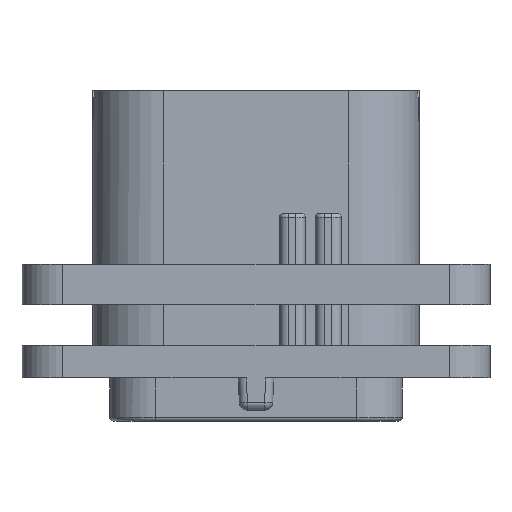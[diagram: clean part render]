
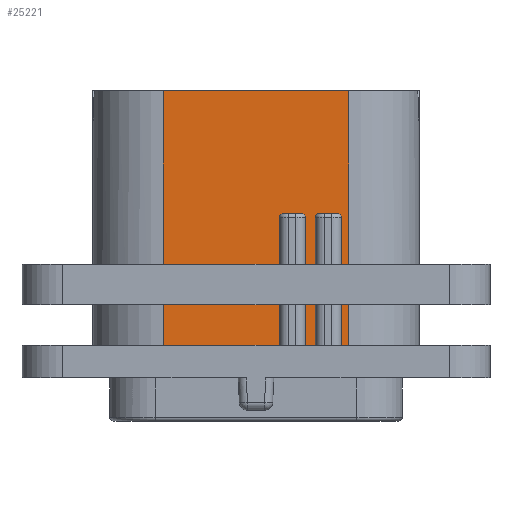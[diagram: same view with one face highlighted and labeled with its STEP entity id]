
A CAD part, front view. The second image highlights one B-rep face of the part: STEP entity #25221.
In plain terms, the highlighted planar face has unit normal (0, -1, 0).
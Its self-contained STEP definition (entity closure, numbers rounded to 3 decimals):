
#1176=DIRECTION('',(1.,0.,0.));
#1177=VECTOR('',#1176,11.4);
#1178=CARTESIAN_POINT('',(-5.7,-9.,17.67));
#1179=LINE('',#1178,#1177);
#5116=DIRECTION('',(1.,0.,0.));
#5117=VECTOR('',#5116,7.14);
#5118=CARTESIAN_POINT('',(-5.7,-9.,2.));
#5119=LINE('',#5118,#5117);
#5128=CARTESIAN_POINT('',(1.69,-9.,9.87));
#5129=DIRECTION('',(0.,1.,0.));
#5130=DIRECTION('',(-1.,0.,0.));
#5131=AXIS2_PLACEMENT_3D('',#5128,#5129,#5130);
#5160=CARTESIAN_POINT('',(2.79,-9.,9.87));
#5161=DIRECTION('',(0.,1.,0.));
#5162=DIRECTION('',(0.,0.,1.));
#5163=AXIS2_PLACEMENT_3D('',#5160,#5161,#5162);
#5173=DIRECTION('',(0.,0.,1.));
#5174=VECTOR('',#5173,7.87);
#5175=CARTESIAN_POINT('',(5.25,-9.,2.));
#5176=LINE('',#5175,#5174);
#5177=DIRECTION('',(1.,0.,0.));
#5178=VECTOR('',#5177,1.1);
#5179=CARTESIAN_POINT('',(3.9,-9.,10.12));
#5180=LINE('',#5179,#5178);
#5181=DIRECTION('',(0.,0.,1.));
#5182=VECTOR('',#5181,7.87);
#5183=CARTESIAN_POINT('',(3.65,-9.,2.));
#5184=LINE('',#5183,#5182);
#5185=DIRECTION('',(0.,0.,1.));
#5186=VECTOR('',#5185,7.87);
#5187=CARTESIAN_POINT('',(3.04,-9.,2.));
#5188=LINE('',#5187,#5186);
#5189=DIRECTION('',(1.,0.,0.));
#5190=VECTOR('',#5189,1.1);
#5191=CARTESIAN_POINT('',(1.69,-9.,10.12));
#5192=LINE('',#5191,#5190);
#5193=DIRECTION('',(0.,0.,1.));
#5194=VECTOR('',#5193,7.87);
#5195=CARTESIAN_POINT('',(1.44,-9.,2.));
#5196=LINE('',#5195,#5194);
#5197=DIRECTION('',(0.,0.,-1.));
#5198=VECTOR('',#5197,15.67);
#5199=CARTESIAN_POINT('',(-5.7,-9.,17.67));
#5200=LINE('',#5199,#5198);
#5201=DIRECTION('',(0.,0.,-1.));
#5202=VECTOR('',#5201,15.67);
#5203=CARTESIAN_POINT('',(5.7,-9.,17.67));
#5204=LINE('',#5203,#5202);
#5218=CARTESIAN_POINT('',(5.,-9.,9.87));
#5219=DIRECTION('',(0.,1.,0.));
#5220=DIRECTION('',(0.,0.,1.));
#5221=AXIS2_PLACEMENT_3D('',#5218,#5219,#5220);
#5260=CARTESIAN_POINT('',(3.9,-9.,9.87));
#5261=DIRECTION('',(0.,1.,0.));
#5262=DIRECTION('',(-1.,0.,0.));
#5263=AXIS2_PLACEMENT_3D('',#5260,#5261,#5262);
#5351=DIRECTION('',(1.,0.,0.));
#5352=VECTOR('',#5351,0.45);
#5353=CARTESIAN_POINT('',(5.25,-9.,2.));
#5354=LINE('',#5353,#5352);
#8633=DIRECTION('',(1.,0.,0.));
#8634=VECTOR('',#8633,0.61);
#8635=CARTESIAN_POINT('',(3.04,-9.,2.));
#8636=LINE('',#8635,#8634);
#15572=CARTESIAN_POINT('',(-5.7,-9.,17.67));
#15573=CARTESIAN_POINT('',(-5.7,-9.,2.));
#15574=VERTEX_POINT('',#15572);
#15575=VERTEX_POINT('',#15573);
#15576=CARTESIAN_POINT('',(5.7,-9.,17.67));
#15577=CARTESIAN_POINT('',(5.7,-9.,2.));
#15578=VERTEX_POINT('',#15576);
#15579=VERTEX_POINT('',#15577);
#15734=CARTESIAN_POINT('',(1.44,-9.,2.));
#15735=VERTEX_POINT('',#15734);
#15736=CARTESIAN_POINT('',(3.04,-9.,2.));
#15737=CARTESIAN_POINT('',(3.65,-9.,2.));
#15738=VERTEX_POINT('',#15736);
#15739=VERTEX_POINT('',#15737);
#15740=CARTESIAN_POINT('',(5.25,-9.,2.));
#15741=VERTEX_POINT('',#15740);
#18221=CARTESIAN_POINT('',(3.04,-9.,9.87));
#18223=VERTEX_POINT('',#18221);
#18225=CARTESIAN_POINT('',(2.79,-9.,10.12));
#18227=VERTEX_POINT('',#18225);
#18248=CARTESIAN_POINT('',(1.69,-9.,10.12));
#18249=VERTEX_POINT('',#18248);
#18250=CARTESIAN_POINT('',(1.44,-9.,9.87));
#18251=VERTEX_POINT('',#18250);
#18253=CARTESIAN_POINT('',(5.25,-9.,9.87));
#18255=VERTEX_POINT('',#18253);
#18257=CARTESIAN_POINT('',(5.,-9.,10.12));
#18259=VERTEX_POINT('',#18257);
#18260=CARTESIAN_POINT('',(3.9,-9.,10.12));
#18262=VERTEX_POINT('',#18260);
#18264=CARTESIAN_POINT('',(3.65,-9.,9.87));
#18266=VERTEX_POINT('',#18264);
#25191=CARTESIAN_POINT('',(-10.05,-9.,2.));
#25192=DIRECTION('',(0.,-1.,0.));
#25193=DIRECTION('',(1.,0.,0.));
#25194=AXIS2_PLACEMENT_3D('',#25191,#25192,#25193);
#25195=PLANE('',#25194);
#25197=ORIENTED_EDGE('',*,*,#25196,.T.);
#25199=ORIENTED_EDGE('',*,*,#25198,.F.);
#25201=ORIENTED_EDGE('',*,*,#25200,.F.);
#25203=ORIENTED_EDGE('',*,*,#25202,.F.);
#25205=ORIENTED_EDGE('',*,*,#25204,.F.);
#25207=ORIENTED_EDGE('',*,*,#25206,.F.);
#25208=ORIENTED_EDGE('',*,*,#25182,.T.);
#25209=ORIENTED_EDGE('',*,*,#25171,.F.);
#25210=ORIENTED_EDGE('',*,*,#25156,.F.);
#25211=ORIENTED_EDGE('',*,*,#25137,.F.);
#25212=ORIENTED_EDGE('',*,*,#25122,.F.);
#25213=ORIENTED_EDGE('',*,*,#25107,.F.);
#25214=ORIENTED_EDGE('',*,*,#19546,.F.);
#25215=ORIENTED_EDGE('',*,*,#19731,.T.);
#25216=ORIENTED_EDGE('',*,*,#19989,.T.);
#25218=ORIENTED_EDGE('',*,*,#25217,.F.);
#25219=EDGE_LOOP('',(#25197,#25199,#25201,#25203,#25205,#25207,#25208,#25209,
#25210,#25211,#25212,#25213,#25214,#25215,#25216,#25218));
#25220=FACE_OUTER_BOUND('',#25219,.F.);
#25221=ADVANCED_FACE('',(#25220),#25195,.T.);
#5132=CIRCLE('',#5131,0.25);
#5164=CIRCLE('',#5163,0.25);
#5222=CIRCLE('',#5221,0.25);
#5264=CIRCLE('',#5263,0.25);
#19546=EDGE_CURVE('',#15574,#15575,#5200,.T.);
#19731=EDGE_CURVE('',#15574,#15578,#1179,.T.);
#19989=EDGE_CURVE('',#15578,#15579,#5204,.T.);
#25107=EDGE_CURVE('',#15575,#15735,#5119,.T.);
#25122=EDGE_CURVE('',#15735,#18251,#5196,.T.);
#25137=EDGE_CURVE('',#18251,#18249,#5132,.T.);
#25156=EDGE_CURVE('',#18249,#18227,#5192,.T.);
#25171=EDGE_CURVE('',#18227,#18223,#5164,.T.);
#25182=EDGE_CURVE('',#15738,#18223,#5188,.T.);
#25196=EDGE_CURVE('',#15741,#18255,#5176,.T.);
#25198=EDGE_CURVE('',#18259,#18255,#5222,.T.);
#25200=EDGE_CURVE('',#18262,#18259,#5180,.T.);
#25202=EDGE_CURVE('',#18266,#18262,#5264,.T.);
#25204=EDGE_CURVE('',#15739,#18266,#5184,.T.);
#25206=EDGE_CURVE('',#15738,#15739,#8636,.T.);
#25217=EDGE_CURVE('',#15741,#15579,#5354,.T.);
